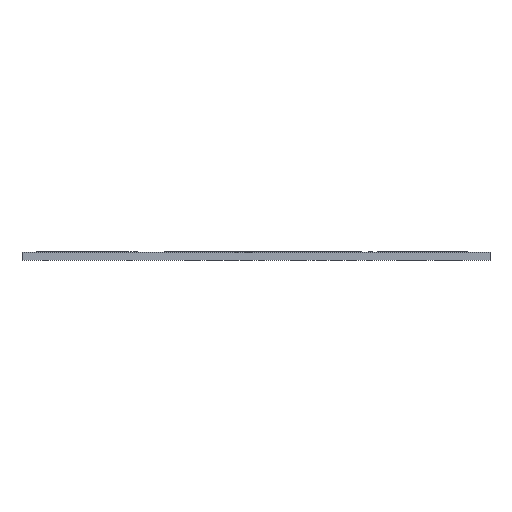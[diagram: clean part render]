
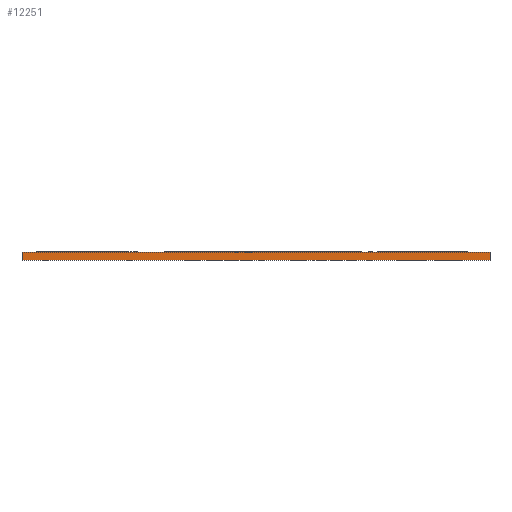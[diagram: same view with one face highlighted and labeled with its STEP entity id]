
A CAD part, front view. The second image highlights one B-rep face of the part: STEP entity #12251.
In plain terms, the highlighted planar face has unit normal (0, -1, 0).
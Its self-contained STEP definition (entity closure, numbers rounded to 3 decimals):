
#12251 = ADVANCED_FACE('',(#12252),#12286,.T.);
#12252 = FACE_BOUND('',#12253,.T.);
#12253 = EDGE_LOOP('',(#12254,#12264,#12272,#12280));
#12254 = ORIENTED_EDGE('',*,*,#12255,.T.);
#12255 = EDGE_CURVE('',#12256,#12258,#12260,.T.);
#12256 = VERTEX_POINT('',#12257);
#12257 = CARTESIAN_POINT('',(162.,-132.7,0.));
#12258 = VERTEX_POINT('',#12259);
#12259 = CARTESIAN_POINT('',(162.,-132.7,1.51));
#12260 = LINE('',#12261,#12262);
#12261 = CARTESIAN_POINT('',(162.,-132.7,0.));
#12262 = VECTOR('',#12263,1.);
#12263 = DIRECTION('',(0.,0.,1.));
#12264 = ORIENTED_EDGE('',*,*,#12265,.T.);
#12265 = EDGE_CURVE('',#12258,#12266,#12268,.T.);
#12266 = VERTEX_POINT('',#12267);
#12267 = CARTESIAN_POINT('',(77.,-132.7,1.51));
#12268 = LINE('',#12269,#12270);
#12269 = CARTESIAN_POINT('',(162.,-132.7,1.51));
#12270 = VECTOR('',#12271,1.);
#12271 = DIRECTION('',(-1.,0.,0.));
#12272 = ORIENTED_EDGE('',*,*,#12273,.F.);
#12273 = EDGE_CURVE('',#12274,#12266,#12276,.T.);
#12274 = VERTEX_POINT('',#12275);
#12275 = CARTESIAN_POINT('',(77.,-132.7,0.));
#12276 = LINE('',#12277,#12278);
#12277 = CARTESIAN_POINT('',(77.,-132.7,0.));
#12278 = VECTOR('',#12279,1.);
#12279 = DIRECTION('',(0.,0.,1.));
#12280 = ORIENTED_EDGE('',*,*,#12281,.F.);
#12281 = EDGE_CURVE('',#12256,#12274,#12282,.T.);
#12282 = LINE('',#12283,#12284);
#12283 = CARTESIAN_POINT('',(162.,-132.7,0.));
#12284 = VECTOR('',#12285,1.);
#12285 = DIRECTION('',(-1.,0.,0.));
#12286 = PLANE('',#12287);
#12287 = AXIS2_PLACEMENT_3D('',#12288,#12289,#12290);
#12288 = CARTESIAN_POINT('',(162.,-132.7,0.));
#12289 = DIRECTION('',(0.,-1.,0.));
#12290 = DIRECTION('',(-1.,0.,0.));
